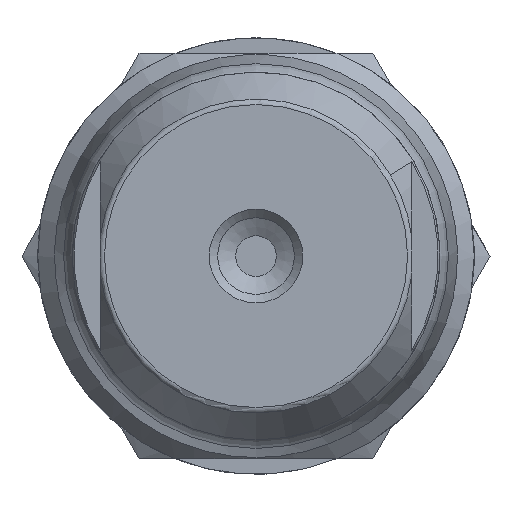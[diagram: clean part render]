
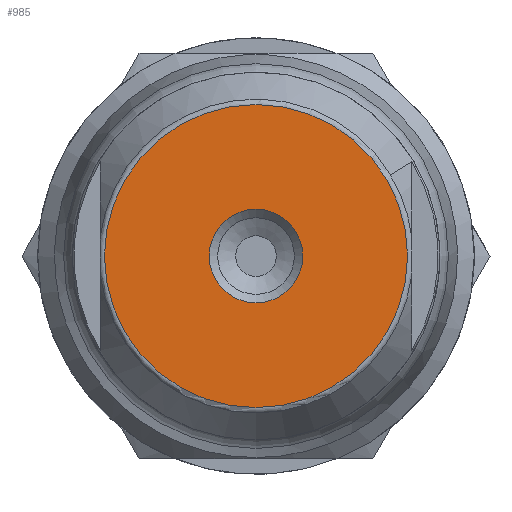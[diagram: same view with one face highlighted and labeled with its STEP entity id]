
A CAD part, front view. The second image highlights one B-rep face of the part: STEP entity #985.
In plain terms, the highlighted planar face has unit normal (0, -1, 0).
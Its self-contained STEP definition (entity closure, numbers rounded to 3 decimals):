
#74=PLANE('',#1156);
#313=ORIENTED_EDGE('',*,*,#470,.F.);
#314=ORIENTED_EDGE('',*,*,#457,.T.);
#457=EDGE_CURVE('',#555,#555,#631,.T.);
#470=EDGE_CURVE('',#569,#569,#644,.T.);
#555=VERTEX_POINT('',#1723);
#569=VERTEX_POINT('',#1764);
#631=CIRCLE('',#1130,4.861);
#644=CIRCLE('',#1157,1.5);
#743=EDGE_LOOP('',(#313));
#744=EDGE_LOOP('',(#314));
#873=FACE_BOUND('',#743,.T.);
#874=FACE_BOUND('',#744,.T.);
#985=ADVANCED_FACE('',(#873,#874),#74,.F.);
#1130=AXIS2_PLACEMENT_3D('',#1722,#1356,#1357);
#1156=AXIS2_PLACEMENT_3D('',#1762,#1408,#1409);
#1157=AXIS2_PLACEMENT_3D('',#1763,#1410,#1411);
#1356=DIRECTION('',(0.,-1.,0.));
#1357=DIRECTION('',(0.,0.,-1.));
#1408=DIRECTION('',(0.,1.,0.));
#1409=DIRECTION('',(0.,0.,1.));
#1410=DIRECTION('',(0.,-1.,0.));
#1411=DIRECTION('',(0.,0.,-1.));
#1722=CARTESIAN_POINT('',(0.,-22.,0.));
#1723=CARTESIAN_POINT('',(0.,-22.,-4.861));
#1762=CARTESIAN_POINT('',(4.861,-22.,0.));
#1763=CARTESIAN_POINT('',(0.,-22.,0.));
#1764=CARTESIAN_POINT('',(0.,-22.,-1.5));
